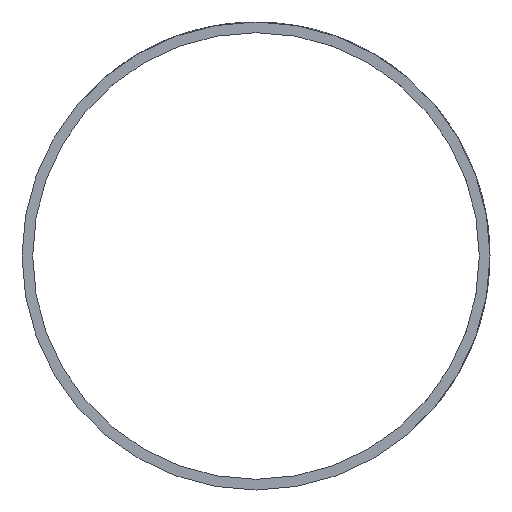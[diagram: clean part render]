
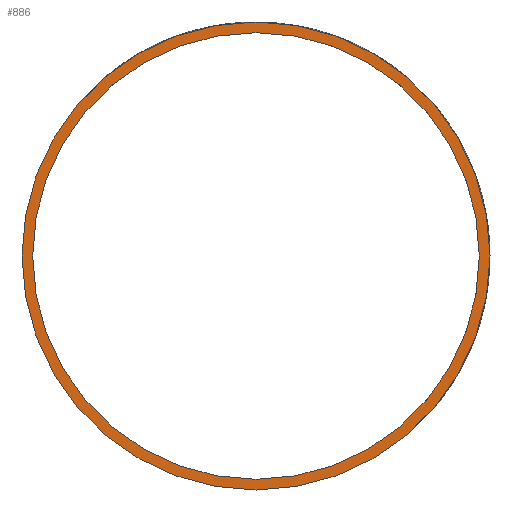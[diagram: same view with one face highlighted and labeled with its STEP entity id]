
A CAD part, front view. The second image highlights one B-rep face of the part: STEP entity #886.
In plain terms, the highlighted planar face has unit normal (0, -1, 0).
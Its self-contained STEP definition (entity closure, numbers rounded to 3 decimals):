
#19 = FACE_OUTER_BOUND ( 'NONE', #688, .T. ) ;
#58 = CARTESIAN_POINT ( 'NONE',  ( 0., 0., 0. ) ) ;
#61 = DIRECTION ( 'NONE',  ( 0., 0., 1. ) ) ;
#110 = DIRECTION ( 'NONE',  ( 0., 1., 0. ) ) ;
#143 = AXIS2_PLACEMENT_3D ( 'NONE', #990, #914, #834 ) ;
#202 = DIRECTION ( 'NONE',  ( 0., 1., 0. ) ) ;
#229 = VERTEX_POINT ( 'NONE', #573 ) ;
#242 = CIRCLE ( 'NONE', #374, 104.55 ) ;
#256 = ORIENTED_EDGE ( 'NONE', *, *, #1019, .F. ) ;
#263 = EDGE_CURVE ( 'NONE', #420, #694, #265, .T. ) ;
#265 = CIRCLE ( 'NONE', #143, 104.55 ) ;
#374 = AXIS2_PLACEMENT_3D ( 'NONE', #58, #579, #61 ) ;
#379 = DIRECTION ( 'NONE',  ( 0., 0., 1. ) ) ;
#391 = EDGE_LOOP ( 'NONE', ( #615, #594 ) ) ;
#420 = VERTEX_POINT ( 'NONE', #1114 ) ;
#433 = AXIS2_PLACEMENT_3D ( 'NONE', #1066, #110, #716 ) ;
#550 = CARTESIAN_POINT ( 'NONE',  ( 0., 0., -104.55 ) ) ;
#555 = CARTESIAN_POINT ( 'NONE',  ( 0., 0., 0. ) ) ;
#566 = CIRCLE ( 'NONE', #1090, 109.55 ) ;
#573 = CARTESIAN_POINT ( 'NONE',  ( 0., 0., -109.55 ) ) ;
#579 = DIRECTION ( 'NONE',  ( 0., 1., 0. ) ) ;
#594 = ORIENTED_EDGE ( 'NONE', *, *, #263, .T. ) ;
#615 = ORIENTED_EDGE ( 'NONE', *, *, #617, .T. ) ;
#617 = EDGE_CURVE ( 'NONE', #694, #420, #242, .T. ) ;
#688 = EDGE_LOOP ( 'NONE', ( #807, #256 ) ) ;
#694 = VERTEX_POINT ( 'NONE', #550 ) ;
#716 = DIRECTION ( 'NONE',  ( 0., 0., 1. ) ) ;
#718 = PLANE ( 'NONE',  #1074 ) ;
#728 = DIRECTION ( 'NONE',  ( 0., 1., 0. ) ) ;
#729 = VERTEX_POINT ( 'NONE', #983 ) ;
#754 = CIRCLE ( 'NONE', #433, 109.55 ) ;
#783 = EDGE_CURVE ( 'NONE', #229, #729, #566, .T. ) ;
#807 = ORIENTED_EDGE ( 'NONE', *, *, #783, .F. ) ;
#822 = CARTESIAN_POINT ( 'NONE',  ( 0., 0., 0. ) ) ;
#834 = DIRECTION ( 'NONE',  ( 0., 0., 1. ) ) ;
#886 = ADVANCED_FACE ( 'NONE', ( #19, #1034 ), #718, .F. ) ;
#914 = DIRECTION ( 'NONE',  ( 0., 1., 0. ) ) ;
#983 = CARTESIAN_POINT ( 'NONE',  ( 0., 0., 109.55 ) ) ;
#990 = CARTESIAN_POINT ( 'NONE',  ( 0., 0., 0. ) ) ;
#1019 = EDGE_CURVE ( 'NONE', #729, #229, #754, .T. ) ;
#1034 = FACE_BOUND ( 'NONE', #391, .T. ) ;
#1066 = CARTESIAN_POINT ( 'NONE',  ( 0., 0., 0. ) ) ;
#1074 = AXIS2_PLACEMENT_3D ( 'NONE', #822, #202, #379 ) ;
#1079 = DIRECTION ( 'NONE',  ( 0., 0., 1. ) ) ;
#1090 = AXIS2_PLACEMENT_3D ( 'NONE', #555, #728, #1079 ) ;
#1114 = CARTESIAN_POINT ( 'NONE',  ( 0., 0., 104.55 ) ) ;
